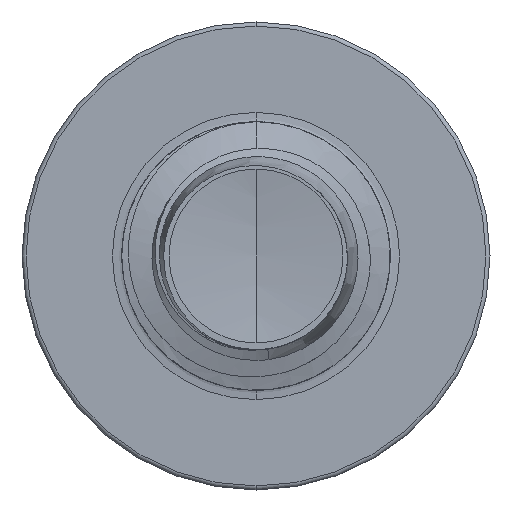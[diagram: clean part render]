
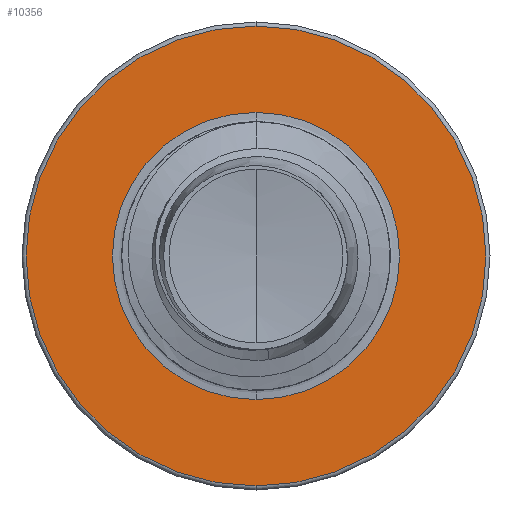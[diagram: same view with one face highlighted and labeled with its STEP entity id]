
A CAD part, front view. The second image highlights one B-rep face of the part: STEP entity #10356.
In plain terms, the highlighted planar face has unit normal (0, -1, 0).
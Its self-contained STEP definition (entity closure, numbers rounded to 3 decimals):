
#8 = EDGE_LOOP ( 'NONE', ( #20044, #7253 ) ) ;
#731 = AXIS2_PLACEMENT_3D ( 'NONE', #1569, #1529, #1499 ) ;
#1499 = DIRECTION ( 'NONE',  ( 0., 0., 1. ) ) ;
#1529 = DIRECTION ( 'NONE',  ( 0., 1., 0. ) ) ;
#1569 = CARTESIAN_POINT ( 'NONE',  ( 0., 9., 0. ) ) ;
#3363 = CIRCLE ( 'NONE', #23217, 2.998 ) ;
#3731 = CARTESIAN_POINT ( 'NONE',  ( 0., 9., 0. ) ) ;
#3766 = DIRECTION ( 'NONE',  ( 0., 1., 0. ) ) ;
#3805 = DIRECTION ( 'NONE',  ( 0., 0., 1. ) ) ;
#4538 = CIRCLE ( 'NONE', #731, 1.872 ) ;
#5876 = VERTEX_POINT ( 'NONE', #14862 ) ;
#7253 = ORIENTED_EDGE ( 'NONE', *, *, #14967, .T. ) ;
#7959 = AXIS2_PLACEMENT_3D ( 'NONE', #10025, #9992, #9985 ) ;
#9603 = DIRECTION ( 'NONE',  ( 0., 0., 1. ) ) ;
#9630 = DIRECTION ( 'NONE',  ( 0., 1., 0. ) ) ;
#9661 = CARTESIAN_POINT ( 'NONE',  ( 0., 9., 0. ) ) ;
#9985 = DIRECTION ( 'NONE',  ( 0., 0., 1. ) ) ;
#9992 = DIRECTION ( 'NONE',  ( 0., 1., 0. ) ) ;
#10025 = CARTESIAN_POINT ( 'NONE',  ( 0., 9., 0. ) ) ;
#10356 = ADVANCED_FACE ( 'NONE', ( #20057, #19625 ), #14815, .F. ) ;
#11355 = EDGE_CURVE ( 'NONE', #5876, #17279, #21447, .T. ) ;
#11371 = CARTESIAN_POINT ( 'NONE',  ( 0., 9., -1.872 ) ) ;
#12250 = CIRCLE ( 'NONE', #23510, 1.872 ) ;
#12850 = EDGE_CURVE ( 'NONE', #20944, #16657, #12250, .T. ) ;
#12981 = AXIS2_PLACEMENT_3D ( 'NONE', #15336, #14781, #14775 ) ;
#14021 = ORIENTED_EDGE ( 'NONE', *, *, #11355, .F. ) ;
#14775 = DIRECTION ( 'NONE',  ( 0., 0., 1. ) ) ;
#14781 = DIRECTION ( 'NONE',  ( 0., 1., 0. ) ) ;
#14815 = PLANE ( 'NONE',  #12981 ) ;
#14862 = CARTESIAN_POINT ( 'NONE',  ( 0., 9., -2.997 ) ) ;
#14967 = EDGE_CURVE ( 'NONE', #16657, #20944, #4538, .T. ) ;
#15336 = CARTESIAN_POINT ( 'NONE',  ( 0., 9., -1.872 ) ) ;
#16657 = VERTEX_POINT ( 'NONE', #11371 ) ;
#16880 = EDGE_CURVE ( 'NONE', #17279, #5876, #3363, .T. ) ;
#17279 = VERTEX_POINT ( 'NONE', #18049 ) ;
#18049 = CARTESIAN_POINT ( 'NONE',  ( 0., 9., 2.998 ) ) ;
#19625 = FACE_BOUND ( 'NONE', #8, .T. ) ;
#20044 = ORIENTED_EDGE ( 'NONE', *, *, #12850, .T. ) ;
#20057 = FACE_OUTER_BOUND ( 'NONE', #20965, .T. ) ;
#20148 = ORIENTED_EDGE ( 'NONE', *, *, #16880, .F. ) ;
#20944 = VERTEX_POINT ( 'NONE', #23415 ) ;
#20965 = EDGE_LOOP ( 'NONE', ( #20148, #14021 ) ) ;
#21447 = CIRCLE ( 'NONE', #7959, 2.998 ) ;
#23217 = AXIS2_PLACEMENT_3D ( 'NONE', #9661, #9630, #9603 ) ;
#23415 = CARTESIAN_POINT ( 'NONE',  ( 0., 9., 1.872 ) ) ;
#23510 = AXIS2_PLACEMENT_3D ( 'NONE', #3731, #3766, #3805 ) ;
